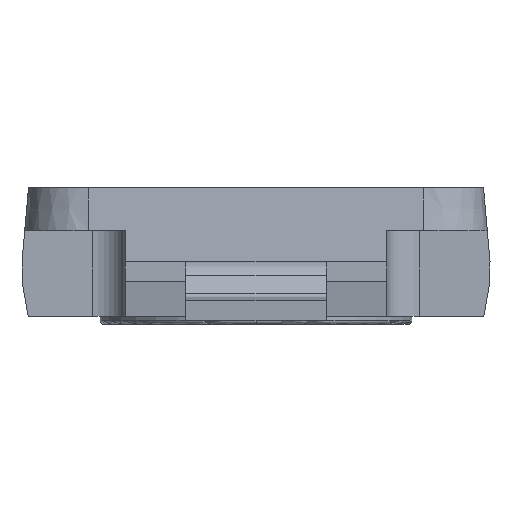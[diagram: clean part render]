
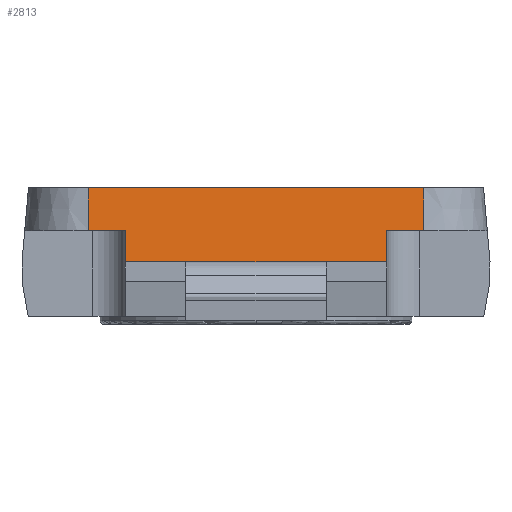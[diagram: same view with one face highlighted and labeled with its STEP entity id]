
A CAD part, left-side view. The second image highlights one B-rep face of the part: STEP entity #2813.
In plain terms, the highlighted planar face has unit normal (-0.996, 0, 0.087).
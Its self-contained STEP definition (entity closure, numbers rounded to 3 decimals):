
#1733 = VERTEX_POINT('',#1734);
#1734 = CARTESIAN_POINT('',(-3.5,0.9,
    0.8));
#1790 = VERTEX_POINT('',#1791);
#1791 = CARTESIAN_POINT('',(-3.5,-0.9,0.8));
#2154 = EDGE_CURVE('',#2155,#2157,#2159,.T.);
#2155 = VERTEX_POINT('',#2156);
#2156 = CARTESIAN_POINT('',(-3.5,-1.675,
    0.8));
#2157 = VERTEX_POINT('',#2158);
#2158 = CARTESIAN_POINT('',(-3.465,-1.675,
    1.2));
#2159 = LINE('',#2160,#2161);
#2160 = CARTESIAN_POINT('',(-3.5,-1.675,
    0.8));
#2161 = VECTOR('',#2162,1.);
#2162 = DIRECTION('',(0.087,0.,
    0.996));
#2199 = VERTEX_POINT('',#2200);
#2200 = CARTESIAN_POINT('',(-3.465,1.675,
    1.2));
#2206 = EDGE_CURVE('',#2207,#2199,#2209,.T.);
#2207 = VERTEX_POINT('',#2208);
#2208 = CARTESIAN_POINT('',(-3.465,2.15,
    1.2));
#2209 = LINE('',#2210,#2211);
#2210 = CARTESIAN_POINT('',(-3.465,2.15,
    1.2));
#2211 = VECTOR('',#2212,1.);
#2212 = DIRECTION('',(0.,-1.,
    0.));
#2242 = VERTEX_POINT('',#2243);
#2243 = CARTESIAN_POINT('',(-3.5,1.675,0.8));
#2249 = EDGE_CURVE('',#2199,#2242,#2250,.T.);
#2250 = LINE('',#2251,#2252);
#2251 = CARTESIAN_POINT('',(-3.5,1.675,
    0.8));
#2252 = VECTOR('',#2253,1.);
#2253 = DIRECTION('',(-0.087,0.,
    -0.996));
#2266 = EDGE_CURVE('',#2242,#1733,#2267,.T.);
#2267 = LINE('',#2268,#2269);
#2268 = CARTESIAN_POINT('',(-3.5,2.15,
    0.8));
#2269 = VECTOR('',#2270,1.);
#2270 = DIRECTION('',(0.,-1.,
    0.));
#2283 = EDGE_CURVE('',#1733,#1790,#2284,.T.);
#2284 = LINE('',#2285,#2286);
#2285 = CARTESIAN_POINT('',(-3.5,0.9,0.8));
#2286 = VECTOR('',#2287,1.);
#2287 = DIRECTION('',(0.,-1.,0.));
#2300 = EDGE_CURVE('',#1790,#2155,#2301,.T.);
#2301 = LINE('',#2302,#2303);
#2302 = CARTESIAN_POINT('',(-3.5,2.15,
    0.8));
#2303 = VECTOR('',#2304,1.);
#2304 = DIRECTION('',(0.,-1.,
    0.));
#2343 = VERTEX_POINT('',#2344);
#2344 = CARTESIAN_POINT('',(-3.465,-2.15,
    1.2));
#2351 = EDGE_CURVE('',#2157,#2343,#2352,.T.);
#2352 = LINE('',#2353,#2354);
#2353 = CARTESIAN_POINT('',(-3.465,2.15,
    1.2));
#2354 = VECTOR('',#2355,1.);
#2355 = DIRECTION('',(0.,-1.,
    0.));
#2793 = VERTEX_POINT('',#2794);
#2794 = CARTESIAN_POINT('',(-3.417,2.15,
    1.75));
#2803 = EDGE_CURVE('',#2793,#2207,#2804,.T.);
#2804 = LINE('',#2805,#2806);
#2805 = CARTESIAN_POINT('',(-3.5,2.15,0.8));
#2806 = VECTOR('',#2807,1.);
#2807 = DIRECTION('',(-0.087,0.,
    -0.996));
#2813 = ADVANCED_FACE('',(#2814),#2839,.T.);
#2814 = FACE_BOUND('',#2815,.T.);
#2815 = EDGE_LOOP('',(#2816,#2817,#2818,#2819,#2820,#2829,#2835,#2836,
    #2837,#2838));
#2816 = ORIENTED_EDGE('',*,*,#2283,.T.);
#2817 = ORIENTED_EDGE('',*,*,#2300,.T.);
#2818 = ORIENTED_EDGE('',*,*,#2154,.T.);
#2819 = ORIENTED_EDGE('',*,*,#2351,.T.);
#2820 = ORIENTED_EDGE('',*,*,#2821,.F.);
#2821 = EDGE_CURVE('',#2822,#2343,#2824,.T.);
#2822 = VERTEX_POINT('',#2823);
#2823 = CARTESIAN_POINT('',(-3.417,-2.15,
    1.75));
#2824 = B_SPLINE_CURVE_WITH_KNOTS('',3,(#2825,#2826,#2827,#2828),
  .UNSPECIFIED.,.F.,.F.,(4,4),(0.,1.),.PIECEWISE_BEZIER_KNOTS.);
#2825 = CARTESIAN_POINT('',(-3.417,-2.15,
    1.75));
#2826 = CARTESIAN_POINT('',(-3.433,-2.15,
    1.567));
#2827 = CARTESIAN_POINT('',(-3.449,-2.15,
    1.383));
#2828 = CARTESIAN_POINT('',(-3.465,-2.15,
    1.2));
#2829 = ORIENTED_EDGE('',*,*,#2830,.F.);
#2830 = EDGE_CURVE('',#2793,#2822,#2831,.T.);
#2831 = LINE('',#2832,#2833);
#2832 = CARTESIAN_POINT('',(-3.417,2.15,1.75));
#2833 = VECTOR('',#2834,1.);
#2834 = DIRECTION('',(0.,-1.,0.));
#2835 = ORIENTED_EDGE('',*,*,#2803,.T.);
#2836 = ORIENTED_EDGE('',*,*,#2206,.T.);
#2837 = ORIENTED_EDGE('',*,*,#2249,.T.);
#2838 = ORIENTED_EDGE('',*,*,#2266,.T.);
#2839 = PLANE('',#2840);
#2840 = AXIS2_PLACEMENT_3D('',#2841,#2842,#2843);
#2841 = CARTESIAN_POINT('',(-3.5,2.15,0.8));
#2842 = DIRECTION('',(-0.996,0.,
    0.087));
#2843 = DIRECTION('',(-0.087,0.,
    -0.996));
